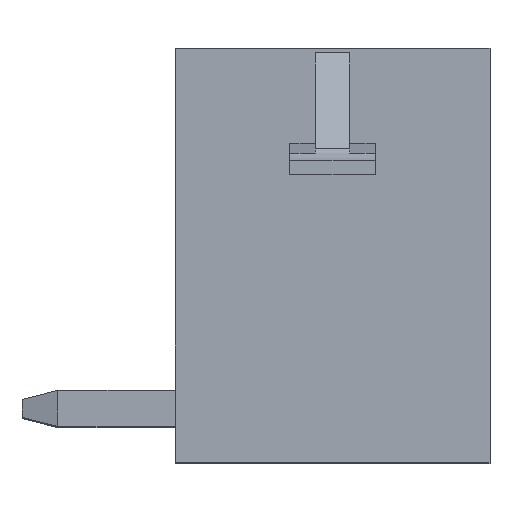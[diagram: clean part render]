
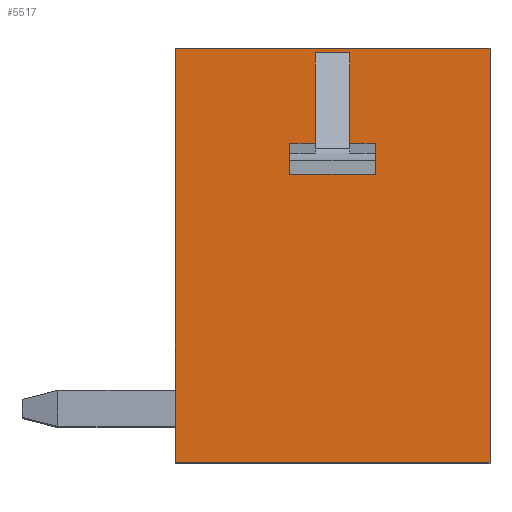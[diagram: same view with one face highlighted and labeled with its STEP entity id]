
A CAD part, top view. The second image highlights one B-rep face of the part: STEP entity #5517.
In plain terms, the highlighted planar face has unit normal (0, 0, 1).
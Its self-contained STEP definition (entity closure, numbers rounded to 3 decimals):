
#1125=DIRECTION('',(1.,0.,0.));
#1126=VECTOR('',#1125,7.);
#1127=CARTESIAN_POINT('',(-3.6,-3.853,0.));
#1128=LINE('',#1127,#1126);
#1129=DIRECTION('',(0.,-1.,0.));
#1130=VECTOR('',#1129,9.2);
#1131=CARTESIAN_POINT('',(-3.6,5.347,0.));
#1132=LINE('',#1131,#1130);
#1133=DIRECTION('',(-1.,0.,0.));
#1134=VECTOR('',#1133,7.);
#1135=CARTESIAN_POINT('',(3.4,5.347,0.));
#1136=LINE('',#1135,#1134);
#1137=DIRECTION('',(0.,1.,0.));
#1138=VECTOR('',#1137,9.2);
#1139=CARTESIAN_POINT('',(3.4,-3.853,0.));
#1140=LINE('',#1139,#1138);
#1141=DIRECTION('',(0.,1.,0.));
#1142=VECTOR('',#1141,0.495);
#1143=CARTESIAN_POINT('',(0.85,2.747,0.));
#1144=LINE('',#1143,#1142);
#1145=DIRECTION('',(-1.,0.,0.));
#1146=VECTOR('',#1145,0.76);
#1147=CARTESIAN_POINT('',(0.28,5.244,0.));
#1148=LINE('',#1147,#1146);
#1149=DIRECTION('',(1.,0.,0.));
#1150=VECTOR('',#1149,0.57);
#1151=CARTESIAN_POINT('',(-1.05,3.242,0.));
#1152=LINE('',#1151,#1150);
#1153=DIRECTION('',(0.,1.,0.));
#1154=VECTOR('',#1153,0.495);
#1155=CARTESIAN_POINT('',(-1.05,2.747,0.));
#1156=LINE('',#1155,#1154);
#1157=DIRECTION('',(-1.,0.,0.));
#1158=VECTOR('',#1157,1.9);
#1159=CARTESIAN_POINT('',(0.85,2.747,0.));
#1160=LINE('',#1159,#1158);
#1182=DIRECTION('',(-1.,0.,0.));
#1183=VECTOR('',#1182,0.57);
#1184=CARTESIAN_POINT('',(0.85,3.242,0.));
#1185=LINE('',#1184,#1183);
#1186=DIRECTION('',(0.,-1.,0.));
#1187=VECTOR('',#1186,2.002);
#1188=CARTESIAN_POINT('',(0.28,5.244,0.));
#1189=LINE('',#1188,#1187);
#1253=DIRECTION('',(0.,1.,0.));
#1254=VECTOR('',#1253,2.002);
#1255=CARTESIAN_POINT('',(-0.48,3.242,0.));
#1256=LINE('',#1255,#1254);
#3337=CARTESIAN_POINT('',(-3.6,-3.853,0.));
#3338=CARTESIAN_POINT('',(3.4,-3.853,0.));
#3339=VERTEX_POINT('',#3337);
#3340=VERTEX_POINT('',#3338);
#3341=CARTESIAN_POINT('',(3.4,5.347,0.));
#3342=VERTEX_POINT('',#3341);
#3343=CARTESIAN_POINT('',(-3.6,5.347,0.));
#3344=VERTEX_POINT('',#3343);
#4300=CARTESIAN_POINT('',(0.85,2.747,0.));
#4301=VERTEX_POINT('',#4300);
#4302=CARTESIAN_POINT('',(-1.05,2.747,0.));
#4303=VERTEX_POINT('',#4302);
#4305=CARTESIAN_POINT('',(-0.48,3.242,0.));
#4307=VERTEX_POINT('',#4305);
#4308=CARTESIAN_POINT('',(-0.48,5.244,0.));
#4309=VERTEX_POINT('',#4308);
#4310=CARTESIAN_POINT('',(-1.05,3.242,0.));
#4311=VERTEX_POINT('',#4310);
#4316=CARTESIAN_POINT('',(0.28,5.244,0.));
#4317=CARTESIAN_POINT('',(0.28,3.242,0.));
#4318=VERTEX_POINT('',#4316);
#4319=VERTEX_POINT('',#4317);
#4322=CARTESIAN_POINT('',(0.85,3.242,0.));
#4323=VERTEX_POINT('',#4322);
#5488=CARTESIAN_POINT('',(0.,0.,0.));
#5489=DIRECTION('',(0.,0.,1.));
#5490=DIRECTION('',(1.,0.,0.));
#5491=AXIS2_PLACEMENT_3D('',#5488,#5489,#5490);
#5492=PLANE('',#5491);
#5493=ORIENTED_EDGE('',*,*,#5150,.F.);
#5494=ORIENTED_EDGE('',*,*,#5002,.F.);
#5495=ORIENTED_EDGE('',*,*,#4698,.F.);
#5496=ORIENTED_EDGE('',*,*,#5248,.F.);
#5497=EDGE_LOOP('',(#5493,#5494,#5495,#5496));
#5498=FACE_OUTER_BOUND('',#5497,.F.);
#5500=ORIENTED_EDGE('',*,*,#5499,.T.);
#5502=ORIENTED_EDGE('',*,*,#5501,.T.);
#5504=ORIENTED_EDGE('',*,*,#5503,.F.);
#5506=ORIENTED_EDGE('',*,*,#5505,.T.);
#5508=ORIENTED_EDGE('',*,*,#5507,.F.);
#5510=ORIENTED_EDGE('',*,*,#5509,.F.);
#5512=ORIENTED_EDGE('',*,*,#5511,.F.);
#5514=ORIENTED_EDGE('',*,*,#5513,.F.);
#5515=EDGE_LOOP('',(#5500,#5502,#5504,#5506,#5508,#5510,#5512,#5514));
#5516=FACE_BOUND('',#5515,.F.);
#4698=EDGE_CURVE('',#3342,#3344,#1136,.T.);
#5002=EDGE_CURVE('',#3344,#3339,#1132,.T.);
#5150=EDGE_CURVE('',#3339,#3340,#1128,.T.);
#5248=EDGE_CURVE('',#3340,#3342,#1140,.T.);
#5499=EDGE_CURVE('',#4301,#4323,#1144,.T.);
#5501=EDGE_CURVE('',#4323,#4319,#1185,.T.);
#5503=EDGE_CURVE('',#4318,#4319,#1189,.T.);
#5505=EDGE_CURVE('',#4318,#4309,#1148,.T.);
#5507=EDGE_CURVE('',#4307,#4309,#1256,.T.);
#5509=EDGE_CURVE('',#4311,#4307,#1152,.T.);
#5511=EDGE_CURVE('',#4303,#4311,#1156,.T.);
#5513=EDGE_CURVE('',#4301,#4303,#1160,.T.);
#5517=ADVANCED_FACE('',(#5498,#5516),#5492,.T.);
